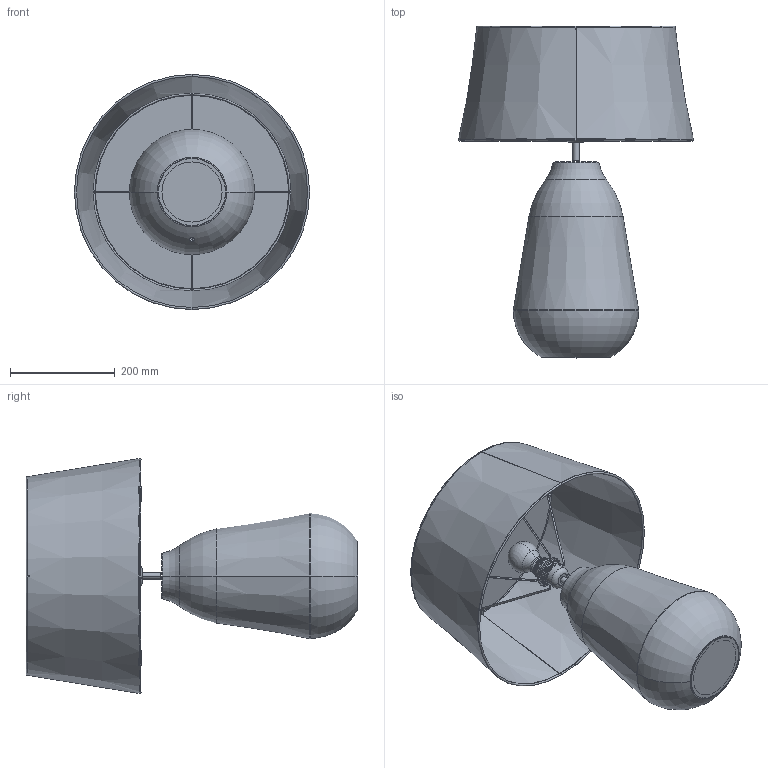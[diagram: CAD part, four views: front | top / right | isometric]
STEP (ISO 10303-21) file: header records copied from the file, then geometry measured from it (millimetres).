
FILE_DESCRIPTION (( 'STEP AP203' ), '1' );
FILE_NAME ('CL 23 TL._exported.step', '2025-02-09T08:56:19', ( '' ), ( '' ), 'SwSTEP 2.0', 'SolidWorks 2023', '' );
FILE_SCHEMA (( 'CONFIG_CONTROL_DESIGN' ));
Length unit declared in the file: millimetre
Products named in the file (1): CL 23 TL._exported
Bounding box: 450 x 634.99 x 450 mm (x, y, z)
Surface area: 1222211.1 mm2 (no closed solid volume)
Topology: 0 solids, 18 shells, 182 faces, 500 edges, 312 vertices
Faces by surface type: cylinder 103, torus 54, cone 10, plane 7, sphere 6, bspline 2
Entity records: 8821 total; most frequent: CARTESIAN_POINT 4342, DIRECTION 1018, ORIENTED_EDGE 852, EDGE_CURVE 487, AXIS2_PLACEMENT_3D 447, VERTEX_POINT 305, CIRCLE 266, EDGE_LOOP 187
